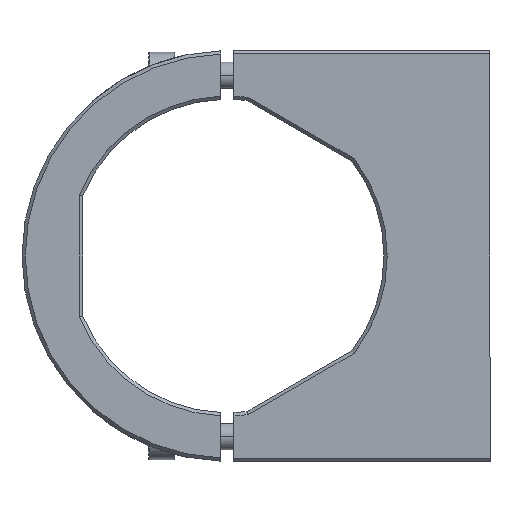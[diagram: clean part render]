
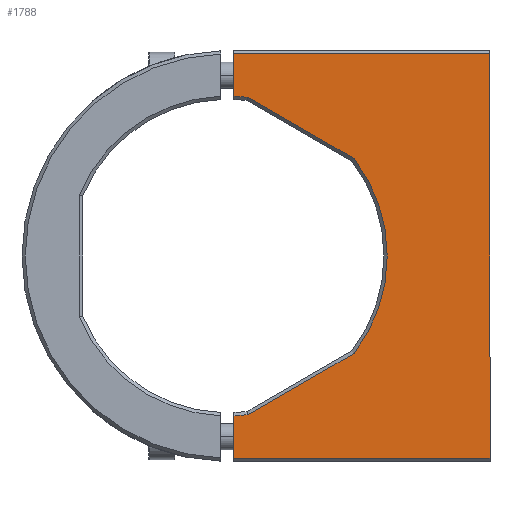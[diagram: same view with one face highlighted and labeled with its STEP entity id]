
A CAD part, left-side view. The second image highlights one B-rep face of the part: STEP entity #1788.
In plain terms, the highlighted planar face has unit normal (-1, 0, 0).
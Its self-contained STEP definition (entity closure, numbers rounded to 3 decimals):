
#98 = EDGE_LOOP ( 'NONE', ( #1580, #960, #644, #3131, #1277, #3625, #1405, #2830, #2754, #1955 ) ) ;
#149 = CARTESIAN_POINT ( 'NONE',  ( 90.3, -40., 31.263 ) ) ;
#233 = AXIS2_PLACEMENT_3D ( 'NONE', #895, #1852, #3098 ) ;
#275 = VERTEX_POINT ( 'NONE', #397 ) ;
#344 = LINE ( 'NONE', #2492, #446 ) ;
#397 = CARTESIAN_POINT ( 'NONE',  ( 90.3, -3.187, -24.14 ) ) ;
#398 = DIRECTION ( 'NONE',  ( 0., -1., 0. ) ) ;
#413 = DIRECTION ( 'NONE',  ( 0., 0., 1. ) ) ;
#446 = VECTOR ( 'NONE', #413, 1000. ) ;
#466 = CIRCLE ( 'NONE', #2726, 24.35 ) ;
#496 = LINE ( 'NONE', #2355, #3010 ) ;
#644 = ORIENTED_EDGE ( 'NONE', *, *, #710, .F. ) ;
#655 = EDGE_CURVE ( 'NONE', #2201, #3945, #344, .T. ) ;
#710 = EDGE_CURVE ( 'NONE', #1384, #1792, #727, .T. ) ;
#727 = LINE ( 'NONE', #149, #763 ) ;
#763 = VECTOR ( 'NONE', #2052, 1000. ) ;
#787 = LINE ( 'NONE', #3598, #2498 ) ;
#895 = CARTESIAN_POINT ( 'NONE',  ( 90.3, 0., 0. ) ) ;
#912 = CARTESIAN_POINT ( 'NONE',  ( 90.3, -1., 30.763 ) ) ;
#960 = ORIENTED_EDGE ( 'NONE', *, *, #1807, .T. ) ;
#983 = CARTESIAN_POINT ( 'NONE',  ( 90.3, 0., 0. ) ) ;
#995 = LINE ( 'NONE', #2597, #2163 ) ;
#1021 = CARTESIAN_POINT ( 'NONE',  ( 90.3, -40., 30.763 ) ) ;
#1091 = DIRECTION ( 'NONE',  ( 0., 0.866, -0.5 ) ) ;
#1108 = EDGE_CURVE ( 'NONE', #3935, #275, #496, .T. ) ;
#1277 = ORIENTED_EDGE ( 'NONE', *, *, #1522, .F. ) ;
#1322 = CARTESIAN_POINT ( 'NONE',  ( 90.3, -16.288, -9.489 ) ) ;
#1323 = LINE ( 'NONE', #3474, #1911 ) ;
#1342 = FACE_OUTER_BOUND ( 'NONE', #98, .T. ) ;
#1348 = CARTESIAN_POINT ( 'NONE',  ( 90.3, -1., 24.329 ) ) ;
#1362 = DIRECTION ( 'NONE',  ( 1., 0., 0. ) ) ;
#1384 = VERTEX_POINT ( 'NONE', #1021 ) ;
#1405 = ORIENTED_EDGE ( 'NONE', *, *, #3767, .T. ) ;
#1431 = DIRECTION ( 'NONE',  ( 1., 0., 0. ) ) ;
#1443 = VERTEX_POINT ( 'NONE', #1923 ) ;
#1444 = EDGE_CURVE ( 'NONE', #3429, #1443, #466, .T. ) ;
#1522 = EDGE_CURVE ( 'NONE', #3429, #2131, #787, .T. ) ;
#1579 = CIRCLE ( 'NONE', #233, 24.35 ) ;
#1580 = ORIENTED_EDGE ( 'NONE', *, *, #655, .F. ) ;
#1770 = AXIS2_PLACEMENT_3D ( 'NONE', #2983, #1431, #2347 ) ;
#1788 = ADVANCED_FACE ( 'NONE', ( #1342 ), #3858, .F. ) ;
#1792 = VERTEX_POINT ( 'NONE', #3248 ) ;
#1807 = EDGE_CURVE ( 'NONE', #2201, #1792, #995, .T. ) ;
#1852 = DIRECTION ( 'NONE',  ( 1., 0., 0. ) ) ;
#1901 = DIRECTION ( 'NONE',  ( 1., 0., 0. ) ) ;
#1911 = VECTOR ( 'NONE', #3451, 1000. ) ;
#1923 = CARTESIAN_POINT ( 'NONE',  ( 90.3, -3.187, 24.14 ) ) ;
#1955 = ORIENTED_EDGE ( 'NONE', *, *, #3292, .T. ) ;
#2052 = DIRECTION ( 'NONE',  ( 0., 0., -1. ) ) ;
#2131 = VERTEX_POINT ( 'NONE', #912 ) ;
#2151 = EDGE_CURVE ( 'NONE', #2516, #3935, #1579, .T. ) ;
#2163 = VECTOR ( 'NONE', #398, 1000. ) ;
#2201 = VERTEX_POINT ( 'NONE', #2295 ) ;
#2237 = VECTOR ( 'NONE', #3818, 1000. ) ;
#2295 = CARTESIAN_POINT ( 'NONE',  ( 90.3, -1., -30.763 ) ) ;
#2347 = DIRECTION ( 'NONE',  ( 0., 0., -1. ) ) ;
#2355 = CARTESIAN_POINT ( 'NONE',  ( 90.3, -19.357, -14.805 ) ) ;
#2370 = DIRECTION ( 'NONE',  ( 0., 0., 1. ) ) ;
#2478 = CIRCLE ( 'NONE', #1770, 24.35 ) ;
#2492 = CARTESIAN_POINT ( 'NONE',  ( 90.3, -1., -23.763 ) ) ;
#2498 = VECTOR ( 'NONE', #2370, 1000. ) ;
#2516 = VERTEX_POINT ( 'NONE', #3685 ) ;
#2597 = CARTESIAN_POINT ( 'NONE',  ( 90.3, -40., -30.763 ) ) ;
#2726 = AXIS2_PLACEMENT_3D ( 'NONE', #983, #1901, #3150 ) ;
#2754 = ORIENTED_EDGE ( 'NONE', *, *, #1108, .T. ) ;
#2770 = CARTESIAN_POINT ( 'NONE',  ( 90.3, -27.574, 10.061 ) ) ;
#2830 = ORIENTED_EDGE ( 'NONE', *, *, #2151, .T. ) ;
#2983 = CARTESIAN_POINT ( 'NONE',  ( 90.3, 0., 0. ) ) ;
#3010 = VECTOR ( 'NONE', #1091, 1000. ) ;
#3082 = LINE ( 'NONE', #2770, #2237 ) ;
#3098 = DIRECTION ( 'NONE',  ( 0., 0., -1. ) ) ;
#3131 = ORIENTED_EDGE ( 'NONE', *, *, #3820, .T. ) ;
#3150 = DIRECTION ( 'NONE',  ( 0., 0., -1. ) ) ;
#3248 = CARTESIAN_POINT ( 'NONE',  ( 90.3, -40., -30.763 ) ) ;
#3292 = EDGE_CURVE ( 'NONE', #275, #3945, #2478, .T. ) ;
#3348 = AXIS2_PLACEMENT_3D ( 'NONE', #1322, #1362, #3510 ) ;
#3429 = VERTEX_POINT ( 'NONE', #1348 ) ;
#3451 = DIRECTION ( 'NONE',  ( 0., 1., 0. ) ) ;
#3474 = CARTESIAN_POINT ( 'NONE',  ( 90.3, -1., 30.763 ) ) ;
#3510 = DIRECTION ( 'NONE',  ( 0., 0., -1. ) ) ;
#3556 = CARTESIAN_POINT ( 'NONE',  ( 90.3, -1., -24.329 ) ) ;
#3598 = CARTESIAN_POINT ( 'NONE',  ( 90.3, -1., 23.763 ) ) ;
#3625 = ORIENTED_EDGE ( 'NONE', *, *, #1444, .T. ) ;
#3685 = CARTESIAN_POINT ( 'NONE',  ( 90.3, -19.313, 14.831 ) ) ;
#3767 = EDGE_CURVE ( 'NONE', #1443, #2516, #3082, .T. ) ;
#3818 = DIRECTION ( 'NONE',  ( 0., -0.866, -0.5 ) ) ;
#3820 = EDGE_CURVE ( 'NONE', #1384, #2131, #1323, .T. ) ;
#3858 = PLANE ( 'NONE',  #3348 ) ;
#3934 = CARTESIAN_POINT ( 'NONE',  ( 90.3, -19.313, -14.831 ) ) ;
#3935 = VERTEX_POINT ( 'NONE', #3934 ) ;
#3945 = VERTEX_POINT ( 'NONE', #3556 ) ;
